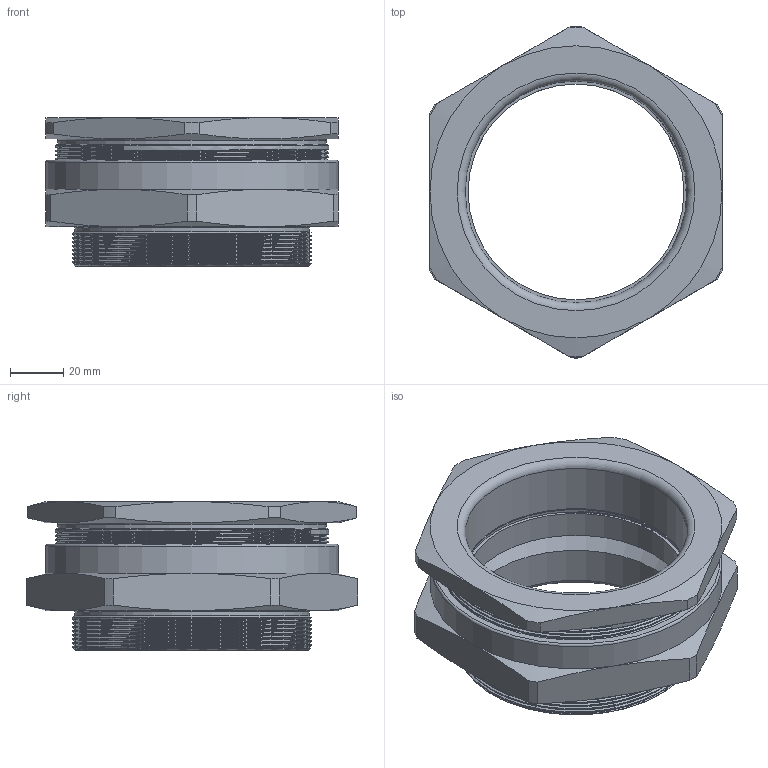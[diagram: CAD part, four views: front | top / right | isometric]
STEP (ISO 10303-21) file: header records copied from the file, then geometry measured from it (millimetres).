
FILE_DESCRIPTION(('HOOPS Exchange Step'),'2;1');
FILE_NAME('m90-o4-15mm-e204-622-conversion.step','2025-03-21T12:04:42+00:00',('root'),('Unknown organisation'),'HOOPS Exchange 2024.3','HOOPS Exchange','Unknown authorisation');
FILE_SCHEMA( ('AP242_MANAGED_MODEL_BASED_3D_ENGINEERING_MIM_LF {1 0 10303 442 1 1 4 }') );
Length unit declared in the file: millimetre
Products named in the file (2): Default; m90-o4-15mm-e204-622-step
Assembly tree (1 placements, depth 2):
  m90-o4-15mm-e204-622-step
    Default
Bounding box: 110 x 125.01 x 56 mm (x, y, z)
Volume: 178831.8 mm3; surface area: 81771.4 mm2
Topology: 5 solids, 5 shells, 450 faces, 1184 edges, 781 vertices
Faces by surface type: plane 176, extrusion 151, cylinder 76, cone 34, torus 7, bspline 6
Full cylindrical faces by diameter (mm): 81.3 x1, 83.5 x2, 83.7 x1, 88.3 x1, 88.5 x8, 90 x7, 93.602 x1, 101 x1, 101.3 x2, 101.5 x15, 103 x15, 110 x1
Entity records: 35417 total; most frequent: CARTESIAN_POINT 24884, ORIENTED_EDGE 2368, DIRECTION 1642, EDGE_CURVE 1184, VERTEX_POINT 781, VECTOR 750, LINE 599, B_SPLINE_CURVE_WITH_KNOTS 512
